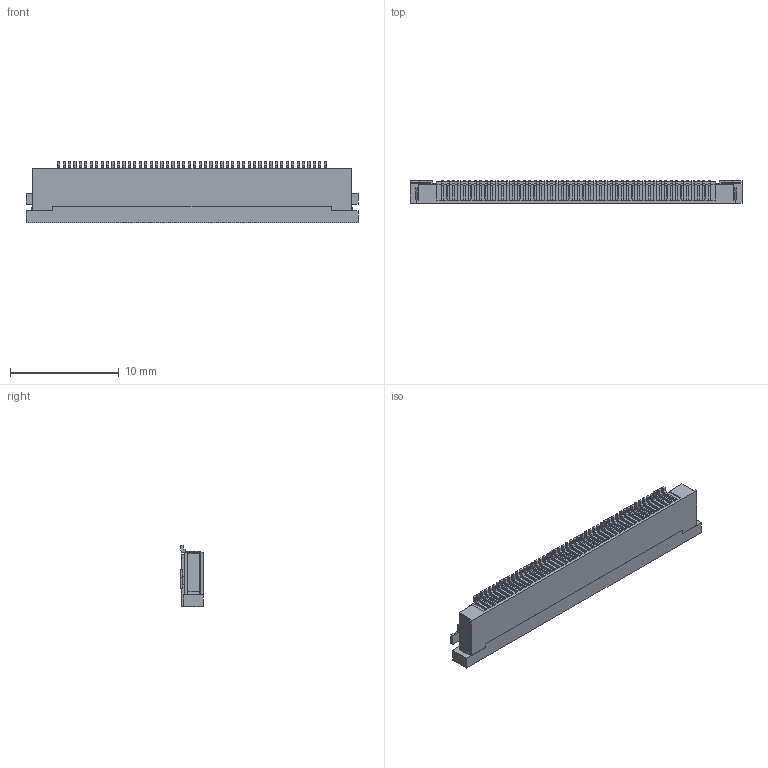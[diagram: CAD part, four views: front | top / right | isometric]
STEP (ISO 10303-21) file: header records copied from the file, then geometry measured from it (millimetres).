
FILE_DESCRIPTION((''),'2;1');
FILE_NAME('I62684_50110ALF','2007-09-06T',('ShoujiR'),(''),'PRO/ENGINEER BY PARAMETRIC TECHNOLOGY CORPORATION, 2005230','PRO/ENGINEER BY PARAMETRIC TECHNOLOGY CORPORATION, 2005230','');
FILE_SCHEMA(('CONFIG_CONTROL_DESIGN'));
Length unit declared in the file: millimetre
Products named in the file (1): I62684_50110ALF
Bounding box: 30.5 x 2.06 x 5.64 mm (x, y, z)
Volume: 251.6 mm3; surface area: 757.1 mm2
Topology: 1 solids, 1 shells, 1274 faces, 3804 edges, 2534 vertices
Faces by surface type: plane 1074, cylinder 200
Entity records: 42338 total; most frequent: CARTESIAN_POINT 7612, ORIENTED_EDGE 7608, DIRECTION 6752, EDGE_CURVE 3804, VECTOR 3404, LINE 3404, VERTEX_POINT 2534, AXIS2_PLACEMENT_3D 1674
